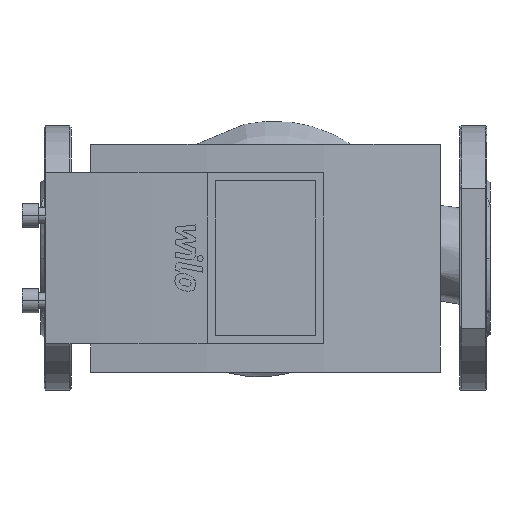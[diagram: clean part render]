
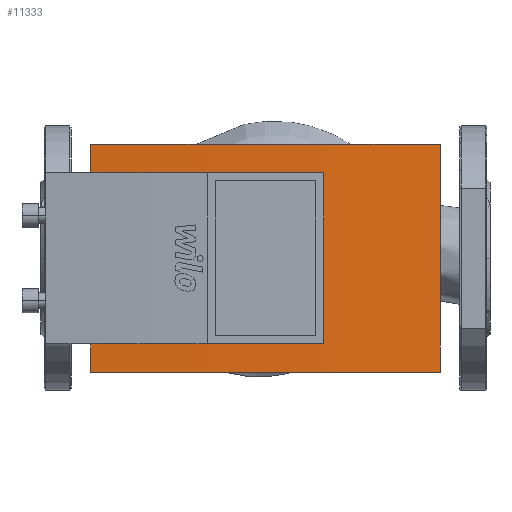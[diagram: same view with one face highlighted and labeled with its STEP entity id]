
A CAD part, front view. The second image highlights one B-rep face of the part: STEP entity #11333.
In plain terms, the highlighted free-form (B-spline) face has degree [1, 2] with [2, 9] control points.
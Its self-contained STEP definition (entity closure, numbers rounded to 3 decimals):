
#11237=CARTESIAN_POINT('',(249.0,-309.843,-71.));
#11238=VERTEX_POINT('',#11237);
#11245=CARTESIAN_POINT('',(31.,-309.843,-71.));
#11246=VERTEX_POINT('',#11245);
#11247=CARTESIAN_POINT('',(140.,839.4,-71.));
#11248=DIRECTION('',(0.,0.,-1.));
#11249=DIRECTION('',(-0.094,0.996,0.));
#11250=AXIS2_PLACEMENT_3D('',#11247,#11248,#11249);
#11251=CIRCLE('',#11250,1154.4);
#11252=EDGE_CURVE('',#11238,#11246,#11251,.T.);
#11269=CARTESIAN_POINT('',(31.,-309.843,71.));
#11270=VERTEX_POINT('',#11269);
#11279=CARTESIAN_POINT('',(31.,-309.843,71.));
#11280=DIRECTION('',(0.0,0.0,-1.0));
#11281=VECTOR('',#11280,142.0);
#11282=LINE('',#11279,#11281);
#11283=EDGE_CURVE('',#11270,#11246,#11282,.T.);
#11288=CARTESIAN_POINT('',(249.,-309.843,-71.));
#11289=CARTESIAN_POINT('',(249.,-309.843,71.));
#11290=CARTESIAN_POINT('',(-900.243,-418.843,-71.));
#11291=CARTESIAN_POINT('',(-900.243,-418.843,71.));
#11292=CARTESIAN_POINT('',(-1009.243,730.4,-71.));
#11293=CARTESIAN_POINT('',(-1009.243,730.4,71.));
#11294=CARTESIAN_POINT('',(-1118.243,1879.643,-71.));
#11295=CARTESIAN_POINT('',(-1118.243,1879.643,71.));
#11296=CARTESIAN_POINT('',(31.,1988.643,-71.));
#11297=CARTESIAN_POINT('',(31.,1988.643,71.));
#11298=CARTESIAN_POINT('',(1180.243,2097.643,-71.));
#11299=CARTESIAN_POINT('',(1180.243,2097.643,71.));
#11300=CARTESIAN_POINT('',(1289.243,948.4,-71.));
#11301=CARTESIAN_POINT('',(1289.243,948.4,71.));
#11302=CARTESIAN_POINT('',(1398.243,-200.843,-71.0));
#11303=CARTESIAN_POINT('',(1398.243,-200.843,71.0));
#11304=CARTESIAN_POINT('',(249.,-309.843,-71.));
#11305=CARTESIAN_POINT('',(249.,-309.843,71.));
#11313=(BOUNDED_SURFACE()B_SPLINE_SURFACE(1,2,((#11288,#11290,#11292,#11294,#11296,#11298,#11300,#11302,#11304),(#11289,#11291,#11293,#11295,#11297,#11299,#11301,#11303,#11305)),.UNSPECIFIED.,.F.,.T.,.U.)B_SPLINE_SURFACE_WITH_KNOTS((2,2),(3,2,2,2,3),(-0.062,0.062),(0.0,1813.327,3626.655,5439.982,7253.309),.UNSPECIFIED.)GEOMETRIC_REPRESENTATION_ITEM()RATIONAL_B_SPLINE_SURFACE(((1.0,0.707,1.0,0.707,1.0,0.707,1.0,0.707,1.0),(1.0,0.707,1.0,0.707,1.0,0.707,1.0,0.707,1.0)))REPRESENTATION_ITEM('')SURFACE());
#11314=CARTESIAN_POINT('',(249.0,-309.843,71.));
#11315=VERTEX_POINT('',#11314);
#11316=CARTESIAN_POINT('',(140.,839.4,71.));
#11317=DIRECTION('',(0.,0.,1.));
#11318=DIRECTION('',(-0.094,0.996,0.));
#11319=AXIS2_PLACEMENT_3D('',#11316,#11317,#11318);
#11320=CIRCLE('',#11319,1154.4);
#11321=EDGE_CURVE('',#11270,#11315,#11320,.T.);
#11322=ORIENTED_EDGE('',*,*,#11321,.F.);
#11323=ORIENTED_EDGE('',*,*,#11283,.T.);
#11324=ORIENTED_EDGE('',*,*,#11252,.F.);
#11325=CARTESIAN_POINT('',(249.0,-309.843,71.));
#11326=DIRECTION('',(0.0,0.0,-1.0));
#11327=VECTOR('',#11326,142.0);
#11328=LINE('',#11325,#11327);
#11329=EDGE_CURVE('',#11315,#11238,#11328,.T.);
#11330=ORIENTED_EDGE('',*,*,#11329,.F.);
#11331=EDGE_LOOP('',(#11322,#11323,#11324,#11330));
#11332=FACE_OUTER_BOUND('',#11331,.T.);
#11333=ADVANCED_FACE('',(#11332),#11313,.T.);
